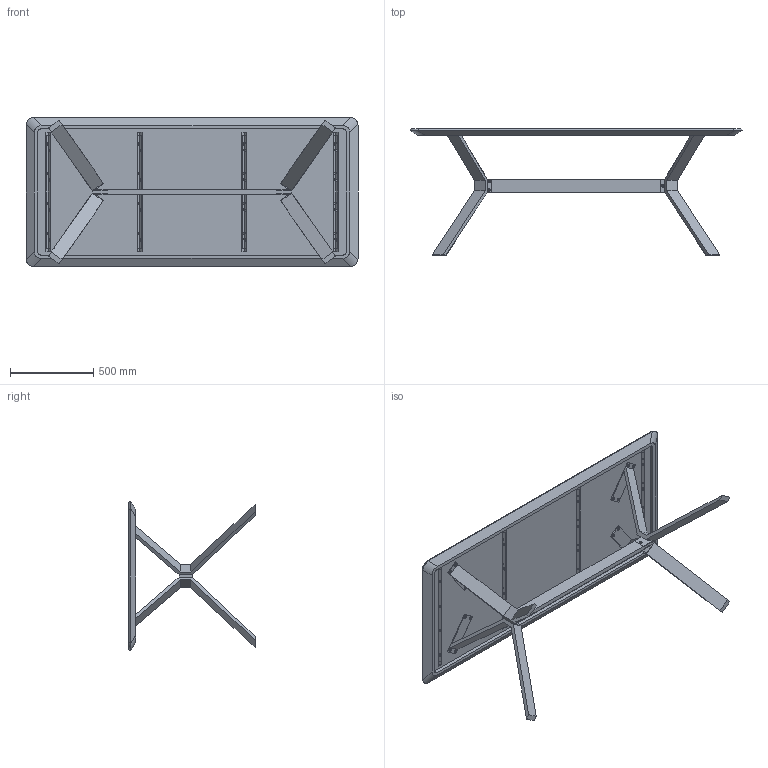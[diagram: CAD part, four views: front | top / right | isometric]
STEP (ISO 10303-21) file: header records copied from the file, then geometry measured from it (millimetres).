
FILE_DESCRIPTION (( 'STEP AP203' ), '1' );
FILE_NAME ('0. X - 200x90x76 - sklop.STEP', '2023-11-23T12:49:02', ( '' ), ( '' ), 'SwSTEP 2.0', 'SolidWorks 2023', '' );
FILE_SCHEMA (( 'CONFIG_CONTROL_DESIGN' ));
Products named in the file (1): 0. X - 200x90x76 - sklop
Bounding box: 2000 x 760 x 900 mm (x, y, z)
Volume: 48549195.2 mm3; surface area: 5430307 mm2
Topology: 86 solids, 86 shells, 3127 faces, 7774 edges, 4814 vertices
Faces by surface type: plane 1339, cylinder 960, cone 434, torus 176, bspline 154, sphere 64
Entity records: 143999 total; most frequent: CARTESIAN_POINT 72870, ORIENTED_EDGE 15332, DIRECTION 14588, EDGE_CURVE 7666, AXIS2_PLACEMENT_3D 5614, VERTEX_POINT 4814, EDGE_LOOP 3382, VECTOR 3360
